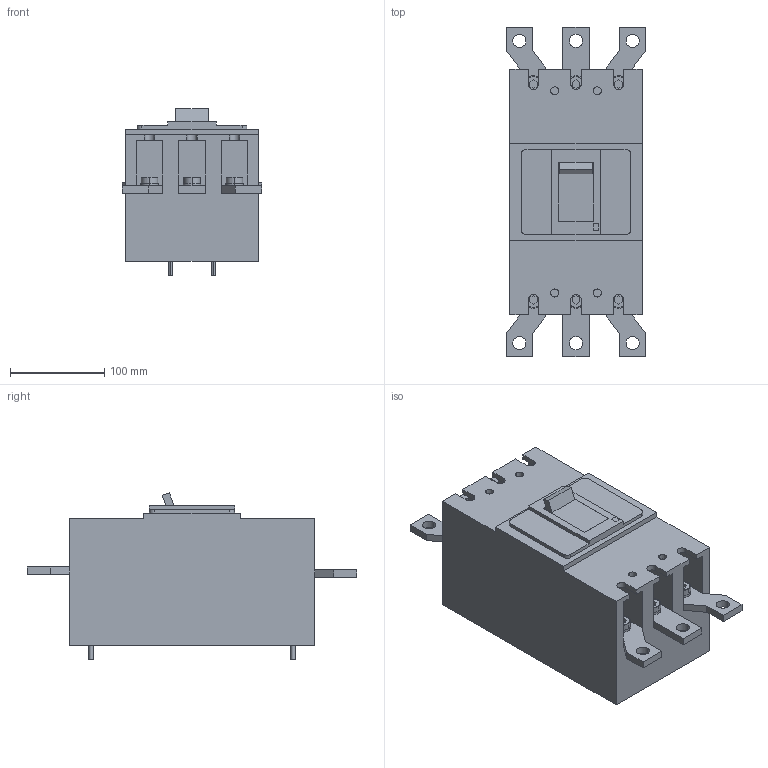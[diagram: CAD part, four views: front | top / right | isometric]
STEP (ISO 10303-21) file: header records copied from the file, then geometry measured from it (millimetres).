
FILE_DESCRIPTION(('CoCreate Modeling STEP Export'),'2;1');
FILE_NAME('Ｈ４００ＮＥ３ＦＢ.stp','2016-03-28T15:47:12',(''),(''),'CoCreate Modeling STEP processor for AP214 (Solid Model)','CoCreate Modeling 17.0 01-Apr-2010 (C) Parametric Technology GmbH','');
FILE_SCHEMA(('AUTOMOTIVE_DESIGN { 1 0 10303 214 1 1 1 1 }'));
Length unit declared in the file: millimetre
Products named in the file (10): P2.2; P1; P3.5; P6; P7; P5; P4; P8; P9; Ｈ４００ＮＥ３ＦＢ
Assembly tree (17 placements, depth 2):
  Ｈ４００ＮＥ３ＦＢ
    P9
    P8
    P4
    P5
    P7
    P6
    P3.5  x6
    P2.2  x4
    P1
Bounding box: 148 x 349 x 176.2 mm (x, y, z)
Volume: 4829928.2 mm3; surface area: 282732.5 mm2
Topology: 17 solids, 17 shells, 348 faces, 816 edges, 544 vertices
Faces by surface type: plane 222, cylinder 126
Entity records: 8272 total; most frequent: ORIENTED_EDGE 1140, CARTESIAN_POINT 1086, DIRECTION 1002, EDGE_CURVE 570, VECTOR 410, LINE 410, VERTEX_POINT 380, AXIS2_PLACEMENT_3D 296
